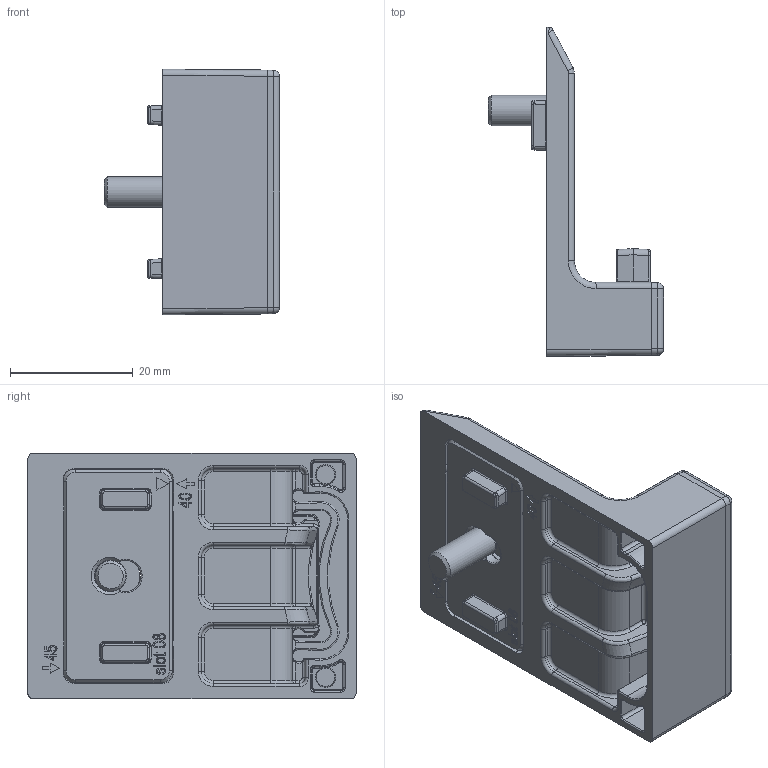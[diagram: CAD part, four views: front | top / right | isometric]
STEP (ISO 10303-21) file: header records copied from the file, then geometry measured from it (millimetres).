
FILE_DESCRIPTION(/* description */ (''),/* implementation_level */ '2;1');
FILE_NAME(/* name */ 'DMC19-40D.stp',/* time_stamp */ '2022-07-11T15:27:09+02:00',/* author */ (''),/* organization */ (''),/* preprocessor_version */ 'ST-DEVELOPER v18.1',/* originating_system */ 'Autodesk Inventor 2021',/* authorisation */ '');
FILE_SCHEMA (('AUTOMOTIVE_DESIGN { 1 0 10303 214 3 1 1 }'));
Length unit declared in the file: millimetre
Products named in the file (1): DMC19-40D
Bounding box: 28.5 x 53.5 x 40 mm (x, y, z)
Volume: 12243.6 mm3; surface area: 12013.8 mm2
Topology: 5 solids, 5 shells, 929 faces, 2289 edges, 1384 vertices
Faces by surface type: plane 294, cylinder 277, bspline 243, torus 84, cone 21, sphere 10
Full cylindrical faces by diameter (mm): 3.3 x2, 5 x1, 9.43 x1
Entity records: 38576 total; most frequent: CARTESIAN_POINT 16774, ORIENTED_EDGE 4536, DIRECTION 4069, EDGE_CURVE 2268, AXIS2_PLACEMENT_3D 1492, VERTEX_POINT 1384, LINE 1085, VECTOR 1085
